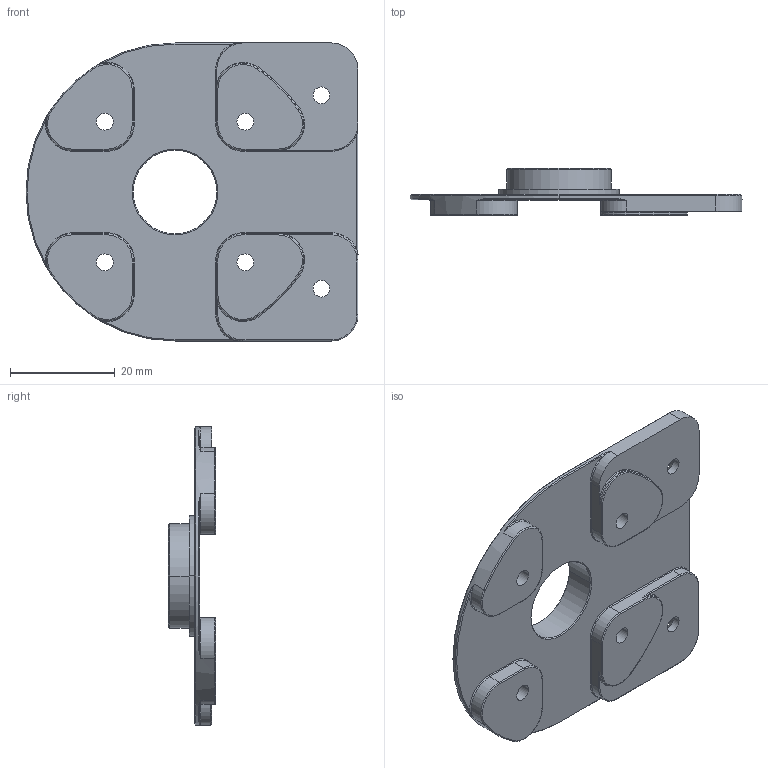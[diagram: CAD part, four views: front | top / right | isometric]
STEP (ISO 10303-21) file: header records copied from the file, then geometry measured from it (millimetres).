
FILE_DESCRIPTION (( 'STEP AP214' ), '1' );
FILE_NAME ('JXS-02-04.STEP', '2026-02-04T18:15:35', ( '1' ), ( '' ), 'SwSTEP 2.0', 'SolidWorks 2020', '' );
FILE_SCHEMA (( 'AUTOMOTIVE_DESIGN' ));
Length unit declared in the file: millimetre
Products named in the file (1): JXS-02-04
Bounding box: 63.5 x 9 x 57 mm (x, y, z)
Volume: 7418.8 mm3; surface area: 7739.3 mm2
Topology: 1 solids, 1 shells, 162 faces, 386 edges, 220 vertices
Faces by surface type: cylinder 59, torus 37, cone 27, plane 27, bspline 12
Entity records: 5213 total; most frequent: CARTESIAN_POINT 1410, DIRECTION 855, ORIENTED_EDGE 756, EDGE_CURVE 378, AXIS2_PLACEMENT_3D 353, VERTEX_POINT 220, CIRCLE 202, EDGE_LOOP 178
